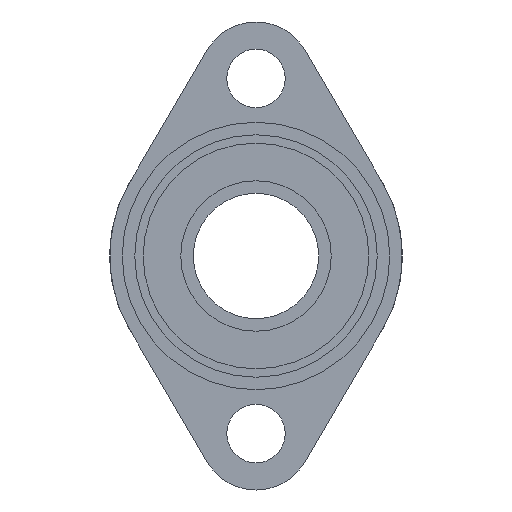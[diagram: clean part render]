
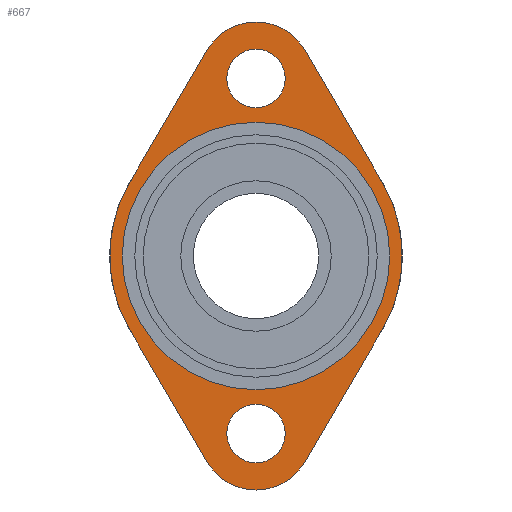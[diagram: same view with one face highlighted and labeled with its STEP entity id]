
A CAD part, front view. The second image highlights one B-rep face of the part: STEP entity #667.
In plain terms, the highlighted planar face has unit normal (0, -1, 0).
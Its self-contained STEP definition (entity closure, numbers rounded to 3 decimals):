
#3 = DIRECTION ( 'NONE',  ( 0., -1., 0. ) ) ;
#17 = CARTESIAN_POINT ( 'NONE',  ( 0., 0., -42.5 ) ) ;
#18 = VERTEX_POINT ( 'NONE', #1281 ) ;
#21 = CIRCLE ( 'NONE', #878, 13.5 ) ;
#25 = CIRCLE ( 'NONE', #1657, 7. ) ;
#36 = CARTESIAN_POINT ( 'NONE',  ( 0., 0., -56. ) ) ;
#44 = ORIENTED_EDGE ( 'NONE', *, *, #819, .F. ) ;
#52 = ORIENTED_EDGE ( 'NONE', *, *, #1352, .F. ) ;
#67 = CIRCLE ( 'NONE', #1441, 13.5 ) ;
#79 = EDGE_CURVE ( 'NONE', #1057, #604, #1362, .T. ) ;
#145 = ORIENTED_EDGE ( 'NONE', *, *, #224, .T. ) ;
#159 = CARTESIAN_POINT ( 'NONE',  ( 0., 0., 0. ) ) ;
#164 = DIRECTION ( 'NONE',  ( 0., 1., 0. ) ) ;
#199 = CARTESIAN_POINT ( 'NONE',  ( 30.191, 0., -17.706 ) ) ;
#224 = EDGE_CURVE ( 'NONE', #711, #18, #1667, .T. ) ;
#239 = FACE_BOUND ( 'NONE', #1601, .T. ) ;
#254 = EDGE_CURVE ( 'NONE', #604, #1057, #590, .T. ) ;
#255 = ORIENTED_EDGE ( 'NONE', *, *, #841, .F. ) ;
#284 = LINE ( 'NONE', #1311, #993 ) ;
#292 = DIRECTION ( 'NONE',  ( 0., 0., 1. ) ) ;
#306 = ORIENTED_EDGE ( 'NONE', *, *, #79, .T. ) ;
#324 = PLANE ( 'NONE',  #889 ) ;
#354 = EDGE_CURVE ( 'NONE', #18, #711, #807, .T. ) ;
#374 = LINE ( 'NONE', #424, #1577 ) ;
#375 = FACE_BOUND ( 'NONE', #782, .T. ) ;
#389 = ORIENTED_EDGE ( 'NONE', *, *, #407, .F. ) ;
#405 = CARTESIAN_POINT ( 'NONE',  ( -30.191, 0., -17.706 ) ) ;
#407 = EDGE_CURVE ( 'NONE', #539, #1355, #67, .T. ) ;
#418 = EDGE_CURVE ( 'NONE', #1246, #1594, #21, .T. ) ;
#424 = CARTESIAN_POINT ( 'NONE',  ( 30.191, 0., -17.706 ) ) ;
#439 = ORIENTED_EDGE ( 'NONE', *, *, #254, .T. ) ;
#483 = DIRECTION ( 'NONE',  ( 0., 0., 1. ) ) ;
#502 = EDGE_LOOP ( 'NONE', ( #44, #1119, #980, #389, #1603, #255, #52, #867, #1084 ) ) ;
#504 = CARTESIAN_POINT ( 'NONE',  ( -11.645, 0., 49.329 ) ) ;
#511 = VERTEX_POINT ( 'NONE', #1717 ) ;
#525 = DIRECTION ( 'NONE',  ( 0., 1., 0. ) ) ;
#539 = VERTEX_POINT ( 'NONE', #36 ) ;
#559 = ORIENTED_EDGE ( 'NONE', *, *, #1151, .F. ) ;
#590 = CIRCLE ( 'NONE', #600, 7. ) ;
#600 = AXIS2_PLACEMENT_3D ( 'NONE', #1936, #603, #1046 ) ;
#603 = DIRECTION ( 'NONE',  ( 0., 1., 0. ) ) ;
#604 = VERTEX_POINT ( 'NONE', #806 ) ;
#605 = VERTEX_POINT ( 'NONE', #1545 ) ;
#629 = DIRECTION ( 'NONE',  ( 0., 0., 1. ) ) ;
#632 = DIRECTION ( 'NONE',  ( 0., 0., 1. ) ) ;
#647 = VERTEX_POINT ( 'NONE', #199 ) ;
#658 = CIRCLE ( 'NONE', #1632, 35. ) ;
#666 = CARTESIAN_POINT ( 'NONE',  ( 30.191, 0., 17.706 ) ) ;
#667 = ADVANCED_FACE ( 'NONE', ( #1067, #375, #239, #1826 ), #324, .F. ) ;
#678 = CARTESIAN_POINT ( 'NONE',  ( 0., 0., -42.5 ) ) ;
#691 = DIRECTION ( 'NONE',  ( 0., 1., 0. ) ) ;
#702 = CARTESIAN_POINT ( 'NONE',  ( 11.645, 0., 49.329 ) ) ;
#708 = CARTESIAN_POINT ( 'NONE',  ( 0., 0., -49.5 ) ) ;
#711 = VERTEX_POINT ( 'NONE', #904 ) ;
#736 = DIRECTION ( 'NONE',  ( 0.506, 0., -0.863 ) ) ;
#772 = VERTEX_POINT ( 'NONE', #1155 ) ;
#782 = EDGE_LOOP ( 'NONE', ( #559, #1262 ) ) ;
#806 = CARTESIAN_POINT ( 'NONE',  ( 0., 0., -35.5 ) ) ;
#807 = CIRCLE ( 'NONE', #977, 32. ) ;
#819 = EDGE_CURVE ( 'NONE', #772, #1246, #1900, .T. ) ;
#827 = ORIENTED_EDGE ( 'NONE', *, *, #354, .T. ) ;
#841 = EDGE_CURVE ( 'NONE', #647, #511, #374, .T. ) ;
#856 = LINE ( 'NONE', #1793, #1602 ) ;
#858 = CARTESIAN_POINT ( 'NONE',  ( -30.191, 0., 17.706 ) ) ;
#860 = CIRCLE ( 'NONE', #1289, 7. ) ;
#867 = ORIENTED_EDGE ( 'NONE', *, *, #1694, .T. ) ;
#878 = AXIS2_PLACEMENT_3D ( 'NONE', #1081, #1072, #629 ) ;
#889 = AXIS2_PLACEMENT_3D ( 'NONE', #159, #1376, #1360 ) ;
#904 = CARTESIAN_POINT ( 'NONE',  ( 0., 0., 32. ) ) ;
#914 = DIRECTION ( 'NONE',  ( 0., 0., 1. ) ) ;
#929 = DIRECTION ( 'NONE',  ( 0., 0., 1. ) ) ;
#975 = CARTESIAN_POINT ( 'NONE',  ( 0., 0., 0. ) ) ;
#977 = AXIS2_PLACEMENT_3D ( 'NONE', #1092, #1676, #632 ) ;
#980 = ORIENTED_EDGE ( 'NONE', *, *, #1638, .T. ) ;
#993 = VECTOR ( 'NONE', #736, 1000. ) ;
#1007 = VERTEX_POINT ( 'NONE', #666 ) ;
#1038 = DIRECTION ( 'NONE',  ( 0., 1., 0. ) ) ;
#1046 = DIRECTION ( 'NONE',  ( 0., 0., 1. ) ) ;
#1050 = CARTESIAN_POINT ( 'NONE',  ( 0., 0., 35.5 ) ) ;
#1057 = VERTEX_POINT ( 'NONE', #708 ) ;
#1061 = DIRECTION ( 'NONE',  ( -0.506, 0., -0.863 ) ) ;
#1067 = FACE_OUTER_BOUND ( 'NONE', #502, .T. ) ;
#1069 = DIRECTION ( 'NONE',  ( 0., 1., 0. ) ) ;
#1072 = DIRECTION ( 'NONE',  ( 0., 1., 0. ) ) ;
#1081 = CARTESIAN_POINT ( 'NONE',  ( 0., 0., 42.5 ) ) ;
#1084 = ORIENTED_EDGE ( 'NONE', *, *, #418, .F. ) ;
#1092 = CARTESIAN_POINT ( 'NONE',  ( 0., 0., 0. ) ) ;
#1119 = ORIENTED_EDGE ( 'NONE', *, *, #1451, .F. ) ;
#1123 = DIRECTION ( 'NONE',  ( 0., 1., 0. ) ) ;
#1132 = DIRECTION ( 'NONE',  ( 0., 0., 1. ) ) ;
#1151 = EDGE_CURVE ( 'NONE', #1213, #605, #860, .T. ) ;
#1155 = CARTESIAN_POINT ( 'NONE',  ( -30.191, 0., 17.706 ) ) ;
#1163 = CARTESIAN_POINT ( 'NONE',  ( 0., 0., 42.5 ) ) ;
#1182 = CIRCLE ( 'NONE', #1425, 13.5 ) ;
#1185 = DIRECTION ( 'NONE',  ( 0., 0., 1. ) ) ;
#1194 = CARTESIAN_POINT ( 'NONE',  ( 0., 0., 42.5 ) ) ;
#1213 = VERTEX_POINT ( 'NONE', #1050 ) ;
#1222 = CARTESIAN_POINT ( 'NONE',  ( -11.645, 0., -49.329 ) ) ;
#1246 = VERTEX_POINT ( 'NONE', #504 ) ;
#1262 = ORIENTED_EDGE ( 'NONE', *, *, #1889, .F. ) ;
#1281 = CARTESIAN_POINT ( 'NONE',  ( 0., 0., -32. ) ) ;
#1289 = AXIS2_PLACEMENT_3D ( 'NONE', #1194, #3, #292 ) ;
#1304 = DIRECTION ( 'NONE',  ( 0., 0., 1. ) ) ;
#1311 = CARTESIAN_POINT ( 'NONE',  ( -30.191, 0., -17.706 ) ) ;
#1341 = CARTESIAN_POINT ( 'NONE',  ( 0., 0., 0. ) ) ;
#1352 = EDGE_CURVE ( 'NONE', #1007, #647, #1509, .T. ) ;
#1355 = VERTEX_POINT ( 'NONE', #1222 ) ;
#1360 = DIRECTION ( 'NONE',  ( 0., 0., 1. ) ) ;
#1362 = CIRCLE ( 'NONE', #1928, 7. ) ;
#1376 = DIRECTION ( 'NONE',  ( 0., 1., 0. ) ) ;
#1425 = AXIS2_PLACEMENT_3D ( 'NONE', #1880, #691, #483 ) ;
#1438 = EDGE_CURVE ( 'NONE', #511, #539, #1182, .T. ) ;
#1441 = AXIS2_PLACEMENT_3D ( 'NONE', #17, #164, #929 ) ;
#1451 = EDGE_CURVE ( 'NONE', #1916, #772, #658, .T. ) ;
#1489 = VECTOR ( 'NONE', #1926, 1000. ) ;
#1495 = AXIS2_PLACEMENT_3D ( 'NONE', #1534, #1069, #914 ) ;
#1509 = CIRCLE ( 'NONE', #1495, 35. ) ;
#1515 = AXIS2_PLACEMENT_3D ( 'NONE', #1341, #1038, #1185 ) ;
#1534 = CARTESIAN_POINT ( 'NONE',  ( 0., 0., 0. ) ) ;
#1545 = CARTESIAN_POINT ( 'NONE',  ( 0., 0., 49.5 ) ) ;
#1577 = VECTOR ( 'NONE', #1061, 1000. ) ;
#1582 = DIRECTION ( 'NONE',  ( 0., 0., 1. ) ) ;
#1594 = VERTEX_POINT ( 'NONE', #702 ) ;
#1601 = EDGE_LOOP ( 'NONE', ( #827, #145 ) ) ;
#1602 = VECTOR ( 'NONE', #1808, 1000. ) ;
#1603 = ORIENTED_EDGE ( 'NONE', *, *, #1438, .F. ) ;
#1632 = AXIS2_PLACEMENT_3D ( 'NONE', #975, #1123, #1132 ) ;
#1638 = EDGE_CURVE ( 'NONE', #1916, #1355, #284, .T. ) ;
#1657 = AXIS2_PLACEMENT_3D ( 'NONE', #1163, #1763, #1304 ) ;
#1667 = CIRCLE ( 'NONE', #1515, 32. ) ;
#1676 = DIRECTION ( 'NONE',  ( 0., 1., 0. ) ) ;
#1686 = EDGE_LOOP ( 'NONE', ( #306, #439 ) ) ;
#1694 = EDGE_CURVE ( 'NONE', #1007, #1594, #856, .T. ) ;
#1717 = CARTESIAN_POINT ( 'NONE',  ( 11.645, 0., -49.329 ) ) ;
#1763 = DIRECTION ( 'NONE',  ( 0., -1., 0. ) ) ;
#1793 = CARTESIAN_POINT ( 'NONE',  ( 30.191, 0., 17.706 ) ) ;
#1808 = DIRECTION ( 'NONE',  ( -0.506, 0., 0.863 ) ) ;
#1826 = FACE_BOUND ( 'NONE', #1686, .T. ) ;
#1880 = CARTESIAN_POINT ( 'NONE',  ( 0., 0., -42.5 ) ) ;
#1889 = EDGE_CURVE ( 'NONE', #605, #1213, #25, .T. ) ;
#1900 = LINE ( 'NONE', #858, #1489 ) ;
#1916 = VERTEX_POINT ( 'NONE', #405 ) ;
#1926 = DIRECTION ( 'NONE',  ( 0.506, 0., 0.863 ) ) ;
#1928 = AXIS2_PLACEMENT_3D ( 'NONE', #678, #525, #1582 ) ;
#1936 = CARTESIAN_POINT ( 'NONE',  ( 0., 0., -42.5 ) ) ;
